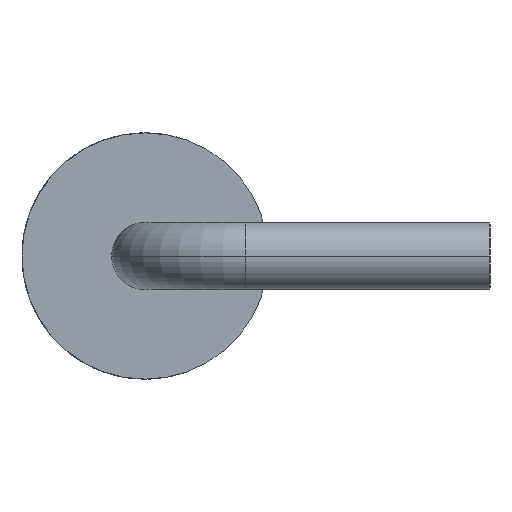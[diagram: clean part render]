
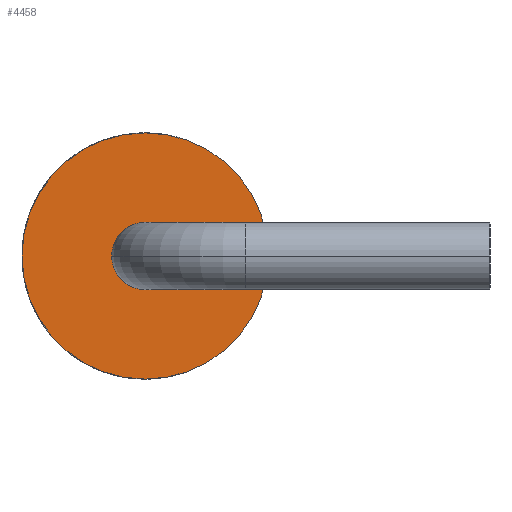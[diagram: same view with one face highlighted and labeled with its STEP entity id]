
A CAD part, left-side view. The second image highlights one B-rep face of the part: STEP entity #4458.
In plain terms, the highlighted planar face has unit normal (-1, 0, 0).
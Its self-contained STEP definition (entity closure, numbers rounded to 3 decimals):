
#286 = CARTESIAN_POINT ( 'NONE',  ( 3.485, 3., 0. ) ) ;
#329 = ORIENTED_EDGE ( 'NONE', *, *, #2167, .F. ) ;
#416 = VERTEX_POINT ( 'NONE', #4677 ) ;
#517 = EDGE_LOOP ( 'NONE', ( #4454, #1164 ) ) ;
#585 = DIRECTION ( 'NONE',  ( 1., 0., 0. ) ) ;
#675 = CARTESIAN_POINT ( 'NONE',  ( 3.485, 3., 2. ) ) ;
#797 = DIRECTION ( 'NONE',  ( 0., 0., -1. ) ) ;
#855 = EDGE_CURVE ( 'NONE', #1854, #416, #1191, .T. ) ;
#1046 = CARTESIAN_POINT ( 'NONE',  ( 3.485, 3., 0. ) ) ;
#1084 = AXIS2_PLACEMENT_3D ( 'NONE', #1046, #2542, #3701 ) ;
#1160 = DIRECTION ( 'NONE',  ( 0., 0., -1. ) ) ;
#1164 = ORIENTED_EDGE ( 'NONE', *, *, #3209, .F. ) ;
#1191 = CIRCLE ( 'NONE', #3517, 0.545 ) ;
#1477 = CIRCLE ( 'NONE', #1084, 2. ) ;
#1499 = VERTEX_POINT ( 'NONE', #3934 ) ;
#1696 = AXIS2_PLACEMENT_3D ( 'NONE', #3369, #1895, #797 ) ;
#1854 = VERTEX_POINT ( 'NONE', #4566 ) ;
#1895 = DIRECTION ( 'NONE',  ( -1., 0., 0. ) ) ;
#2167 = EDGE_CURVE ( 'NONE', #416, #1854, #3818, .T. ) ;
#2220 = FACE_BOUND ( 'NONE', #3049, .T. ) ;
#2246 = DIRECTION ( 'NONE',  ( 1., 0., 0. ) ) ;
#2542 = DIRECTION ( 'NONE',  ( 1., 0., 0. ) ) ;
#2956 = AXIS2_PLACEMENT_3D ( 'NONE', #3455, #2246, #3813 ) ;
#3030 = PLANE ( 'NONE',  #2956 ) ;
#3049 = EDGE_LOOP ( 'NONE', ( #329, #3843 ) ) ;
#3107 = DIRECTION ( 'NONE',  ( -1., 0., 0. ) ) ;
#3209 = EDGE_CURVE ( 'NONE', #1499, #3220, #1477, .T. ) ;
#3220 = VERTEX_POINT ( 'NONE', #675 ) ;
#3369 = CARTESIAN_POINT ( 'NONE',  ( 3.485, 3., 0. ) ) ;
#3455 = CARTESIAN_POINT ( 'NONE',  ( 3.485, 3., 0. ) ) ;
#3517 = AXIS2_PLACEMENT_3D ( 'NONE', #4582, #3107, #1160 ) ;
#3701 = DIRECTION ( 'NONE',  ( 0., 0., -1. ) ) ;
#3743 = FACE_OUTER_BOUND ( 'NONE', #517, .T. ) ;
#3813 = DIRECTION ( 'NONE',  ( 0., 0., -1. ) ) ;
#3818 = CIRCLE ( 'NONE', #1696, 0.545 ) ;
#3843 = ORIENTED_EDGE ( 'NONE', *, *, #855, .F. ) ;
#3934 = CARTESIAN_POINT ( 'NONE',  ( 3.485, 3., -2. ) ) ;
#4088 = CIRCLE ( 'NONE', #4624, 2. ) ;
#4140 = DIRECTION ( 'NONE',  ( 0., 0., -1. ) ) ;
#4454 = ORIENTED_EDGE ( 'NONE', *, *, #4731, .F. ) ;
#4458 = ADVANCED_FACE ( 'NONE', ( #2220, #3743 ), #3030, .F. ) ;
#4566 = CARTESIAN_POINT ( 'NONE',  ( 3.485, 3.545, 0. ) ) ;
#4582 = CARTESIAN_POINT ( 'NONE',  ( 3.485, 3., 0. ) ) ;
#4624 = AXIS2_PLACEMENT_3D ( 'NONE', #286, #585, #4140 ) ;
#4677 = CARTESIAN_POINT ( 'NONE',  ( 3.485, 2.455, 0. ) ) ;
#4731 = EDGE_CURVE ( 'NONE', #3220, #1499, #4088, .T. ) ;
